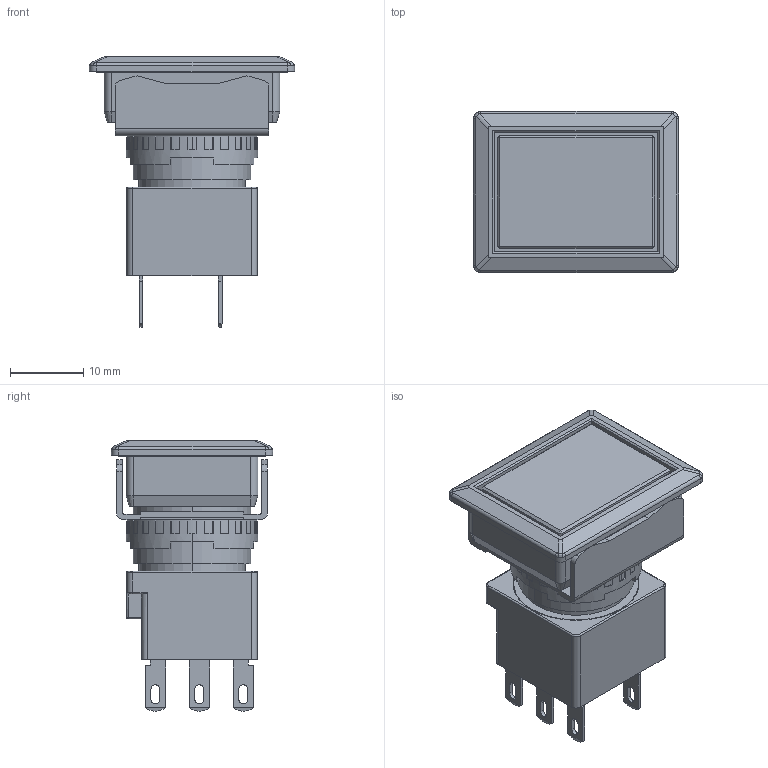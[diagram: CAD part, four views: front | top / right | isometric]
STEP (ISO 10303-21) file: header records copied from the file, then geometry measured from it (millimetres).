
FILE_DESCRIPTION (( 'STEP AP214' ), '1' );
FILE_NAME ('223_LB8(M)B-[M][A]1Tx$.STEP', '2020-09-25T01:28:51', ( 'IDEC' ), ( 'IDEC' ), 'SwSTEP 2.0', 'SolidWorks 2019', '' );
FILE_SCHEMA (( 'AUTOMOTIVE_DESIGN' ));
Length unit declared in the file: millimetre
Products named in the file (5): LB-OPERATOR-H; 223_LB8(M)B-[M][A]1Tx$; LB-T2; LB-FL-BODY-H; LB-FL-NUT-SET
Assembly tree (4 placements, depth 2):
  223_LB8(M)B-[M][A]1Tx$
    LB-FL-BODY-H
    LB-OPERATOR-H
    LB-T2
    LB-FL-NUT-SET
Bounding box: 28 x 22 x 36.9 mm (x, y, z)
Volume: 8724.5 mm3; surface area: 7684 mm2
Topology: 4 solids, 4 shells, 446 faces, 1197 edges, 766 vertices
Faces by surface type: plane 270, cylinder 146, bspline 24, cone 6
Entity records: 15640 total; most frequent: CARTESIAN_POINT 3260, ORIENTED_EDGE 2382, DIRECTION 2298, EDGE_CURVE 1191, LINE 786, VECTOR 786, VERTEX_POINT 766, AXIS2_PLACEMENT_3D 756
